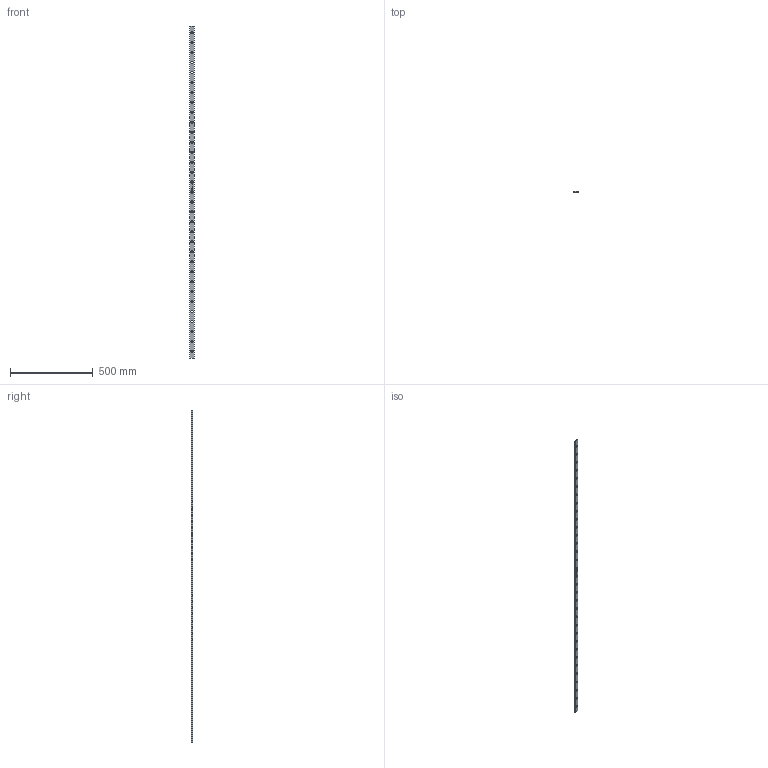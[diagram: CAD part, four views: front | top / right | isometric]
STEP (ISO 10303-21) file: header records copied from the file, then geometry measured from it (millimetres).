
FILE_DESCRIPTION (( 'STEP AP203' ), '1' );
FILE_NAME ('1668-8.step', '2022-07-04T07:47:15', ( '' ), ( '' ), 'SwSTEP 2.0', 'SolidWorks 2018', '' );
FILE_SCHEMA (( 'CONFIG_CONTROL_DESIGN' ));
Length unit declared in the file: millimetre
Products named in the file (1): 1668-8
Bounding box: 25 x 8 x 2000 mm (x, y, z)
Volume: 364957.9 mm3; surface area: 134432.1 mm2
Topology: 1 solids, 1 shells, 275 faces, 747 edges, 498 vertices
Faces by surface type: plane 122, bspline 120, cylinder 33
Full cylindrical faces by diameter (mm): 13 x33
Entity records: 14175 total; most frequent: CARTESIAN_POINT 7912, ORIENTED_EDGE 1428, DIRECTION 852, EDGE_CURVE 714, VERTEX_POINT 498, VECTOR 408, LINE 408, EDGE_LOOP 398
